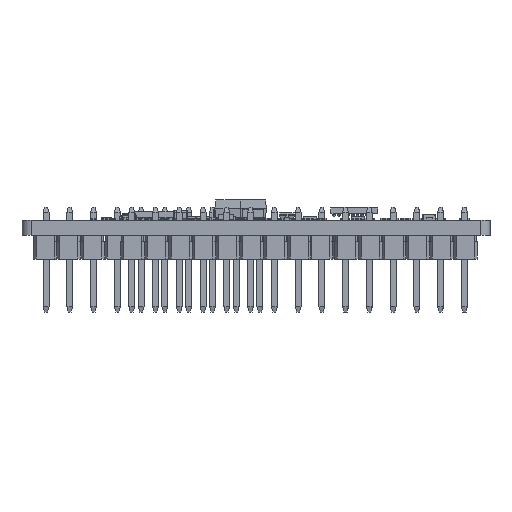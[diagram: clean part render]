
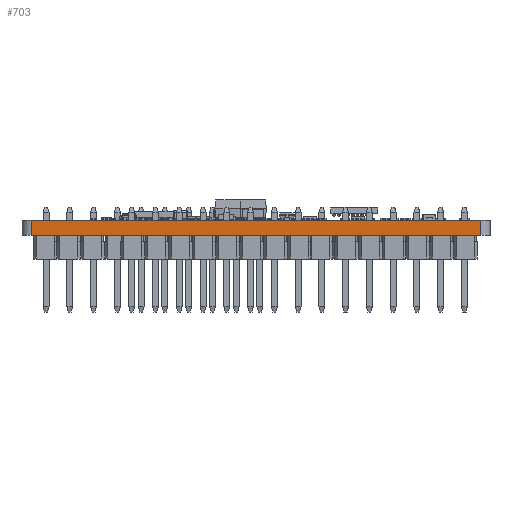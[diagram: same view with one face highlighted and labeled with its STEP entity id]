
A CAD part, front view. The second image highlights one B-rep face of the part: STEP entity #703.
In plain terms, the highlighted planar face has unit normal (0, -1, 0).
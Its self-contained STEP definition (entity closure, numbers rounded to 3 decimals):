
#473 = EDGE_CURVE('',#474,#476,#478,.T.);
#474 = VERTEX_POINT('',#475);
#475 = CARTESIAN_POINT('',(11.22,11.08,0.));
#476 = VERTEX_POINT('',#477);
#477 = CARTESIAN_POINT('',(11.22,11.08,1.63));
#478 = LINE('',#479,#480);
#479 = CARTESIAN_POINT('',(11.22,11.08,0.));
#480 = VECTOR('',#481,1.);
#481 = DIRECTION('',(0.,0.,1.));
#676 = VERTEX_POINT('',#677);
#677 = CARTESIAN_POINT('',(59.22,11.08,1.63));
#684 = EDGE_CURVE('',#685,#676,#687,.T.);
#685 = VERTEX_POINT('',#686);
#686 = CARTESIAN_POINT('',(59.22,11.08,0.));
#687 = LINE('',#688,#689);
#688 = CARTESIAN_POINT('',(59.22,11.08,0.));
#689 = VECTOR('',#690,1.);
#690 = DIRECTION('',(0.,0.,1.));
#703 = ADVANCED_FACE('',(#704),#720,.T.);
#704 = FACE_BOUND('',#705,.T.);
#705 = EDGE_LOOP('',(#706,#707,#713,#714));
#706 = ORIENTED_EDGE('',*,*,#684,.T.);
#707 = ORIENTED_EDGE('',*,*,#708,.T.);
#708 = EDGE_CURVE('',#676,#476,#709,.T.);
#709 = LINE('',#710,#711);
#710 = CARTESIAN_POINT('',(59.22,11.08,1.63));
#711 = VECTOR('',#712,1.);
#712 = DIRECTION('',(-1.,0.,0.));
#713 = ORIENTED_EDGE('',*,*,#473,.F.);
#714 = ORIENTED_EDGE('',*,*,#715,.F.);
#715 = EDGE_CURVE('',#685,#474,#716,.T.);
#716 = LINE('',#717,#718);
#717 = CARTESIAN_POINT('',(59.22,11.08,0.));
#718 = VECTOR('',#719,1.);
#719 = DIRECTION('',(-1.,0.,0.));
#720 = PLANE('',#721);
#721 = AXIS2_PLACEMENT_3D('',#722,#723,#724);
#722 = CARTESIAN_POINT('',(59.22,11.08,0.));
#723 = DIRECTION('',(0.,-1.,0.));
#724 = DIRECTION('',(-1.,0.,0.));
